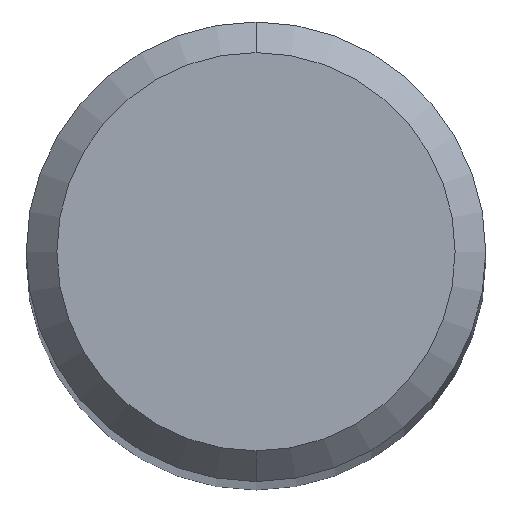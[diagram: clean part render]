
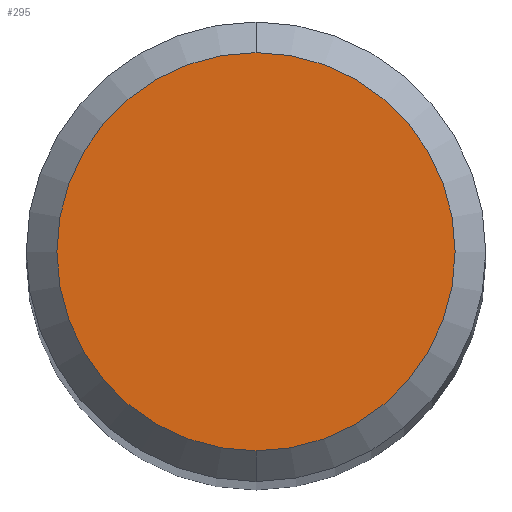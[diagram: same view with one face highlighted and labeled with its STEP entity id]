
A CAD part, top view. The second image highlights one B-rep face of the part: STEP entity #295.
In plain terms, the highlighted planar face has unit normal (0, 0, 1).
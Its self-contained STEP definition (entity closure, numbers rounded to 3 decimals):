
#211=VERTEX_POINT('',#532);
#295=ADVANCED_FACE('',(#623),#624,.T.);
#357=EDGE_CURVE('',#211,#447,#695,.T.);
#445=EDGE_CURVE('',#447,#211,#791,.T.);
#447=VERTEX_POINT('',#793);
#532=CARTESIAN_POINT('',(0.0,2.6,0.0));
#623=FACE_OUTER_BOUND('',#1144,.T.);
#624=PLANE('',#1145);
#695=CIRCLE('',#1289,2.6);
#791=CIRCLE('',#1416,2.6);
#793=CARTESIAN_POINT('',(0.,-2.6,0.0));
#1144=EDGE_LOOP('',(#1600,#1601));
#1145=AXIS2_PLACEMENT_3D('',#1602,#1603,#1604);
#1289=AXIS2_PLACEMENT_3D('',#1695,#1696,#1697);
#1416=AXIS2_PLACEMENT_3D('',#1807,#1808,#1809);
#1600=ORIENTED_EDGE('',*,*,#357,.F.);
#1601=ORIENTED_EDGE('',*,*,#445,.F.);
#1602=CARTESIAN_POINT('',(0.0,1.3,0.0));
#1603=DIRECTION('',(-0.0,0.0,1.0));
#1604=DIRECTION('',(0.0,-1.0,0.0));
#1695=CARTESIAN_POINT('',(0.0,0.0,0.0));
#1696=DIRECTION('',(0.0,0.0,-1.0));
#1697=DIRECTION('',(0.0,1.0,0.0));
#1807=CARTESIAN_POINT('',(0.0,0.0,0.0));
#1808=DIRECTION('',(0.0,0.0,-1.0));
#1809=DIRECTION('',(0.0,1.0,0.0));
